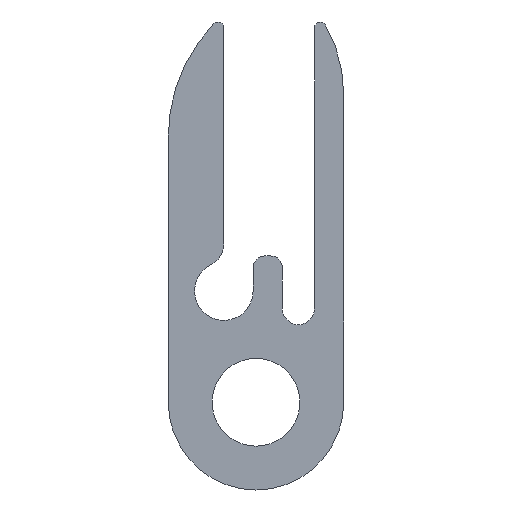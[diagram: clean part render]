
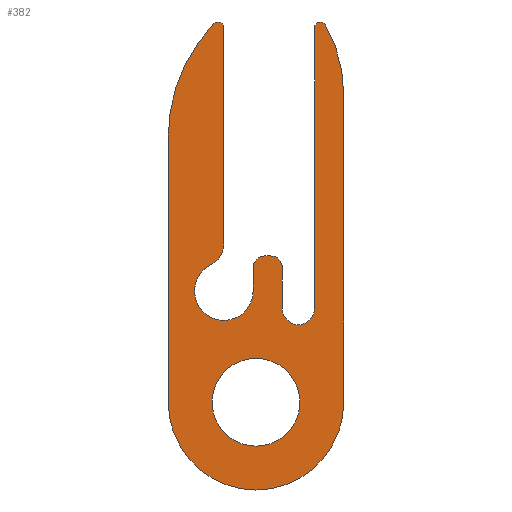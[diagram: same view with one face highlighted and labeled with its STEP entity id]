
A CAD part, front view. The second image highlights one B-rep face of the part: STEP entity #382.
In plain terms, the highlighted planar face has unit normal (0, -1, 0).
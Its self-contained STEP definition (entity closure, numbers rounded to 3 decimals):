
#16=FACE_BOUND('',#67,.T.);
#25=PLANE('',#444);
#45=FACE_OUTER_BOUND('',#66,.T.);
#66=EDGE_LOOP('',(#334,#335,#336,#337,#338,#339,#340,#341,#342,#343,#344,
#345,#346,#347,#348,#349,#350));
#67=EDGE_LOOP('',(#351));
#72=LINE('',#587,#104);
#77=LINE('',#605,#109);
#81=LINE('',#617,#113);
#86=LINE('',#635,#118);
#90=LINE('',#647,#122);
#94=LINE('',#659,#126);
#98=LINE('',#670,#130);
#104=VECTOR('',#471,10.);
#109=VECTOR('',#490,10.);
#113=VECTOR('',#502,10.);
#118=VECTOR('',#521,10.);
#122=VECTOR('',#533,10.);
#126=VECTOR('',#545,10.);
#130=VECTOR('',#557,10.);
#132=CIRCLE('',#404,7.5);
#134=CIRCLE('',#407,5.);
#136=CIRCLE('',#410,4.);
#138=CIRCLE('',#414,1.);
#140=CIRCLE('',#417,28.);
#142=CIRCLE('',#421,15.);
#144=CIRCLE('',#425,24.);
#146=CIRCLE('',#428,1.);
#148=CIRCLE('',#432,2.75);
#150=CIRCLE('',#436,2.);
#152=CIRCLE('',#440,2.);
#154=VERTEX_POINT('',#565);
#156=VERTEX_POINT('',#571);
#157=VERTEX_POINT('',#572);
#160=VERTEX_POINT('',#580);
#162=VERTEX_POINT('',#586);
#164=VERTEX_POINT('',#592);
#166=VERTEX_POINT('',#598);
#168=VERTEX_POINT('',#604);
#170=VERTEX_POINT('',#610);
#172=VERTEX_POINT('',#616);
#174=VERTEX_POINT('',#622);
#176=VERTEX_POINT('',#628);
#178=VERTEX_POINT('',#634);
#180=VERTEX_POINT('',#640);
#182=VERTEX_POINT('',#646);
#184=VERTEX_POINT('',#652);
#186=VERTEX_POINT('',#658);
#188=VERTEX_POINT('',#664);
#190=EDGE_CURVE('',#154,#154,#132,.T.);
#193=EDGE_CURVE('',#156,#157,#134,.T.);
#197=EDGE_CURVE('',#160,#156,#136,.T.);
#200=EDGE_CURVE('',#162,#160,#72,.T.);
#203=EDGE_CURVE('',#164,#162,#138,.T.);
#206=EDGE_CURVE('',#166,#164,#140,.T.);
#209=EDGE_CURVE('',#168,#166,#77,.T.);
#212=EDGE_CURVE('',#170,#168,#142,.T.);
#215=EDGE_CURVE('',#172,#170,#81,.T.);
#218=EDGE_CURVE('',#174,#172,#144,.T.);
#221=EDGE_CURVE('',#176,#174,#146,.T.);
#224=EDGE_CURVE('',#178,#176,#86,.T.);
#227=EDGE_CURVE('',#180,#178,#148,.T.);
#230=EDGE_CURVE('',#182,#180,#90,.T.);
#233=EDGE_CURVE('',#184,#182,#150,.T.);
#236=EDGE_CURVE('',#186,#184,#94,.T.);
#239=EDGE_CURVE('',#188,#186,#152,.T.);
#242=EDGE_CURVE('',#157,#188,#98,.T.);
#334=ORIENTED_EDGE('',*,*,#242,.F.);
#335=ORIENTED_EDGE('',*,*,#193,.F.);
#336=ORIENTED_EDGE('',*,*,#197,.F.);
#337=ORIENTED_EDGE('',*,*,#200,.F.);
#338=ORIENTED_EDGE('',*,*,#203,.F.);
#339=ORIENTED_EDGE('',*,*,#206,.F.);
#340=ORIENTED_EDGE('',*,*,#209,.F.);
#341=ORIENTED_EDGE('',*,*,#212,.F.);
#342=ORIENTED_EDGE('',*,*,#215,.F.);
#343=ORIENTED_EDGE('',*,*,#218,.F.);
#344=ORIENTED_EDGE('',*,*,#221,.F.);
#345=ORIENTED_EDGE('',*,*,#224,.F.);
#346=ORIENTED_EDGE('',*,*,#227,.F.);
#347=ORIENTED_EDGE('',*,*,#230,.F.);
#348=ORIENTED_EDGE('',*,*,#233,.F.);
#349=ORIENTED_EDGE('',*,*,#236,.F.);
#350=ORIENTED_EDGE('',*,*,#239,.F.);
#351=ORIENTED_EDGE('',*,*,#190,.T.);
#382=ADVANCED_FACE('',(#45,#16),#25,.T.);
#404=AXIS2_PLACEMENT_3D('',#566,#449,#450);
#407=AXIS2_PLACEMENT_3D('',#573,#456,#457);
#410=AXIS2_PLACEMENT_3D('',#581,#464,#465);
#414=AXIS2_PLACEMENT_3D('',#593,#476,#477);
#417=AXIS2_PLACEMENT_3D('',#599,#483,#484);
#421=AXIS2_PLACEMENT_3D('',#611,#495,#496);
#425=AXIS2_PLACEMENT_3D('',#623,#507,#508);
#428=AXIS2_PLACEMENT_3D('',#629,#514,#515);
#432=AXIS2_PLACEMENT_3D('',#641,#526,#527);
#436=AXIS2_PLACEMENT_3D('',#653,#538,#539);
#440=AXIS2_PLACEMENT_3D('',#665,#550,#551);
#444=AXIS2_PLACEMENT_3D('',#673,#561,#562);
#449=DIRECTION('center_axis',(0.,1.,0.));
#450=DIRECTION('ref_axis',(1.,0.,0.));
#456=DIRECTION('center_axis',(0.,-1.,0.));
#457=DIRECTION('ref_axis',(-1.,0.,0.));
#464=DIRECTION('center_axis',(0.,1.,0.));
#465=DIRECTION('ref_axis',(1.,0.,0.));
#471=DIRECTION('',(0.,0.,-1.));
#476=DIRECTION('center_axis',(0.,1.,0.));
#477=DIRECTION('ref_axis',(-0.722,0.,0.692));
#483=DIRECTION('center_axis',(0.,1.,0.));
#484=DIRECTION('ref_axis',(-1.,0.,0.));
#490=DIRECTION('',(0.,0.,1.));
#495=DIRECTION('center_axis',(0.,1.,0.));
#496=DIRECTION('ref_axis',(1.,0.,0.));
#502=DIRECTION('',(0.,0.,-1.));
#507=DIRECTION('center_axis',(0.,1.,0.));
#508=DIRECTION('ref_axis',(0.87,0.,0.494));
#514=DIRECTION('center_axis',(0.,1.,0.));
#515=DIRECTION('ref_axis',(-1.,0.,0.));
#521=DIRECTION('',(0.,0.,1.));
#526=DIRECTION('center_axis',(0.,-1.,0.));
#527=DIRECTION('ref_axis',(-1.,0.,0.));
#533=DIRECTION('',(0.,0.,-1.));
#538=DIRECTION('center_axis',(0.,1.,0.));
#539=DIRECTION('ref_axis',(0.,0.,1.));
#545=DIRECTION('',(1.,0.,0.));
#550=DIRECTION('center_axis',(0.,1.,0.));
#551=DIRECTION('ref_axis',(-1.,0.,0.));
#557=DIRECTION('',(0.,0.,1.));
#561=DIRECTION('center_axis',(0.,-1.,0.));
#562=DIRECTION('ref_axis',(0.,0.,-1.));
#565=CARTESIAN_POINT('',(-7.5,0.,0.));
#566=CARTESIAN_POINT('Origin',(0.,0.,0.));
#571=CARTESIAN_POINT('',(-7.722,0.,23.479));
#572=CARTESIAN_POINT('',(-0.5,0.,19.));
#573=CARTESIAN_POINT('Origin',(-5.5,0.,19.));
#580=CARTESIAN_POINT('',(-5.5,0.,27.062));
#581=CARTESIAN_POINT('Origin',(-9.5,0.,27.062));
#586=CARTESIAN_POINT('',(-5.5,0.,64.));
#587=CARTESIAN_POINT('',(-5.5,0.,64.));
#592=CARTESIAN_POINT('',(-7.222,0.,64.692));
#593=CARTESIAN_POINT('Origin',(-6.5,0.,64.));
#598=CARTESIAN_POINT('',(-15.,0.,45.325));
#599=CARTESIAN_POINT('Origin',(13.,0.,45.325));
#604=CARTESIAN_POINT('',(-15.,0.,0.));
#605=CARTESIAN_POINT('',(-15.,0.,0.));
#610=CARTESIAN_POINT('',(15.,0.,0.));
#611=CARTESIAN_POINT('Origin',(0.,0.,0.));
#616=CARTESIAN_POINT('',(15.,0.,52.642));
#617=CARTESIAN_POINT('',(15.,0.,52.642));
#622=CARTESIAN_POINT('',(11.87,0.,64.494));
#623=CARTESIAN_POINT('Origin',(-9.,0.,52.642));
#628=CARTESIAN_POINT('',(10.,0.,64.));
#629=CARTESIAN_POINT('Origin',(11.,0.,64.));
#634=CARTESIAN_POINT('',(10.,0.,16.));
#635=CARTESIAN_POINT('',(10.,0.,16.));
#640=CARTESIAN_POINT('',(4.5,0.,16.));
#641=CARTESIAN_POINT('Origin',(7.25,0.,16.));
#646=CARTESIAN_POINT('',(4.5,0.,23.));
#647=CARTESIAN_POINT('',(4.5,0.,23.));
#652=CARTESIAN_POINT('',(2.5,0.,25.));
#653=CARTESIAN_POINT('Origin',(2.5,0.,23.));
#658=CARTESIAN_POINT('',(1.5,0.,25.));
#659=CARTESIAN_POINT('',(1.5,0.,25.));
#664=CARTESIAN_POINT('',(-0.5,0.,23.));
#665=CARTESIAN_POINT('Origin',(1.5,0.,23.));
#670=CARTESIAN_POINT('',(-0.5,0.,19.));
#673=CARTESIAN_POINT('Origin',(1.003,0.,28.183));
